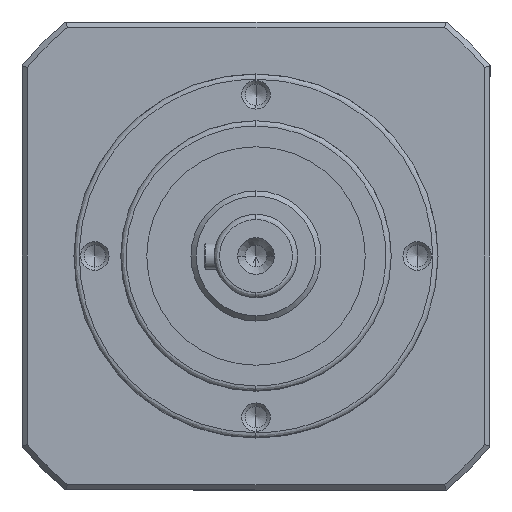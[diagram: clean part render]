
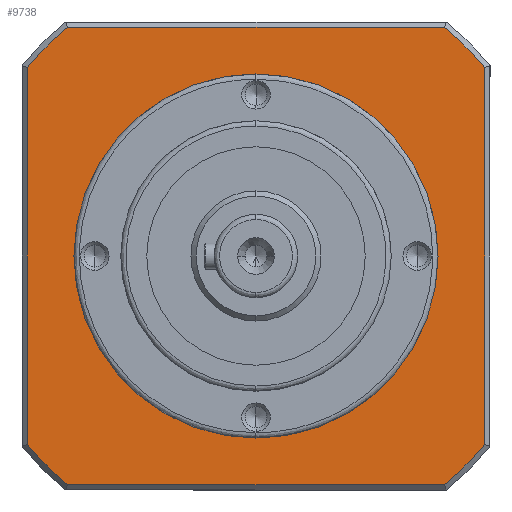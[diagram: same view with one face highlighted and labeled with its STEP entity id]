
A CAD part, left-side view. The second image highlights one B-rep face of the part: STEP entity #9738.
In plain terms, the highlighted face is planar.
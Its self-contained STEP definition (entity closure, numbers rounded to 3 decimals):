
#165 = DIRECTION ( 'NONE',  ( 1., 0., 0. ) ) ;
#169 = CARTESIAN_POINT ( 'NONE',  ( 0., -44., 3.5 ) ) ;
#390 = DIRECTION ( 'NONE',  ( 1., 0., 0. ) ) ;
#574 = VERTEX_POINT ( 'NONE', #12422 ) ;
#763 = DIRECTION ( 'NONE',  ( 1., 0., 0. ) ) ;
#970 = ORIENTED_EDGE ( 'NONE', *, *, #9897, .F. ) ;
#1708 = FACE_BOUND ( 'NONE', #20272, .T. ) ;
#1970 = VERTEX_POINT ( 'NONE', #15666 ) ;
#2108 = CARTESIAN_POINT ( 'NONE',  ( -36.235, -44., 3.5 ) ) ;
#3218 = DIRECTION ( 'NONE',  ( 0., 0., 1. ) ) ;
#3235 = VECTOR ( 'NONE', #21920, 1000. ) ;
#3315 = VERTEX_POINT ( 'NONE', #11788 ) ;
#3357 = ORIENTED_EDGE ( 'NONE', *, *, #8743, .F. ) ;
#3416 = CARTESIAN_POINT ( 'NONE',  ( 0., 44., 3.5 ) ) ;
#3431 = VERTEX_POINT ( 'NONE', #6102 ) ;
#3760 = CIRCLE ( 'NONE', #16565, 28.5 ) ;
#3850 = CARTESIAN_POINT ( 'NONE',  ( 0., 0., 3.5 ) ) ;
#5697 = DIRECTION ( 'NONE',  ( 0., 0., 1. ) ) ;
#5715 = DIRECTION ( 'NONE',  ( 0., -1., 0. ) ) ;
#6102 = CARTESIAN_POINT ( 'NONE',  ( -44., 36.235, 3.5 ) ) ;
#6336 = CIRCLE ( 'NONE', #18311, 57. ) ;
#6585 = CARTESIAN_POINT ( 'NONE',  ( 0., 0., 3.5 ) ) ;
#7052 = CARTESIAN_POINT ( 'NONE',  ( -28.5, 0., 3.5 ) ) ;
#7178 = ORIENTED_EDGE ( 'NONE', *, *, #8625, .F. ) ;
#7377 = VERTEX_POINT ( 'NONE', #2108 ) ;
#7399 = ORIENTED_EDGE ( 'NONE', *, *, #9929, .F. ) ;
#8373 = VERTEX_POINT ( 'NONE', #7052 ) ;
#8485 = PLANE ( 'NONE',  #17024 ) ;
#8554 = DIRECTION ( 'NONE',  ( 0., 0., -1. ) ) ;
#8577 = DIRECTION ( 'NONE',  ( 1., 0., 0. ) ) ;
#8625 = EDGE_CURVE ( 'NONE', #7377, #22126, #21722, .T. ) ;
#8743 = EDGE_CURVE ( 'NONE', #8373, #1970, #15392, .T. ) ;
#8817 = EDGE_CURVE ( 'NONE', #22126, #9094, #16295, .T. ) ;
#8996 = EDGE_CURVE ( 'NONE', #9094, #574, #20226, .T. ) ;
#9094 = VERTEX_POINT ( 'NONE', #15052 ) ;
#9104 = EDGE_CURVE ( 'NONE', #574, #3315, #6336, .T. ) ;
#9329 = EDGE_CURVE ( 'NONE', #3315, #9752, #22985, .T. ) ;
#9444 = EDGE_CURVE ( 'NONE', #9752, #3431, #18432, .T. ) ;
#9566 = VECTOR ( 'NONE', #21258, 1000. ) ;
#9738 = ADVANCED_FACE ( 'NONE', ( #1708, #11733 ), #8485, .F. ) ;
#9752 = VERTEX_POINT ( 'NONE', #10441 ) ;
#9756 = EDGE_CURVE ( 'NONE', #3431, #10387, #24048, .T. ) ;
#9863 = ORIENTED_EDGE ( 'NONE', *, *, #8996, .F. ) ;
#9897 = EDGE_CURVE ( 'NONE', #10387, #7377, #18652, .T. ) ;
#9929 = EDGE_CURVE ( 'NONE', #1970, #8373, #3760, .T. ) ;
#10387 = VERTEX_POINT ( 'NONE', #16974 ) ;
#10441 = CARTESIAN_POINT ( 'NONE',  ( -36.235, 44., 3.5 ) ) ;
#11200 = ORIENTED_EDGE ( 'NONE', *, *, #8817, .F. ) ;
#11503 = DIRECTION ( 'NONE',  ( 0., 0., -1. ) ) ;
#11733 = FACE_OUTER_BOUND ( 'NONE', #15060, .T. ) ;
#11788 = CARTESIAN_POINT ( 'NONE',  ( 36.235, 44., 3.5 ) ) ;
#11926 = VECTOR ( 'NONE', #390, 1000. ) ;
#12053 = DIRECTION ( 'NONE',  ( 0., 0., 1. ) ) ;
#12422 = CARTESIAN_POINT ( 'NONE',  ( 44., 36.235, 3.5 ) ) ;
#13086 = DIRECTION ( 'NONE',  ( 0., 1., 0. ) ) ;
#14416 = CARTESIAN_POINT ( 'NONE',  ( 0., 0., 3.5 ) ) ;
#14776 = ORIENTED_EDGE ( 'NONE', *, *, #9104, .F. ) ;
#15052 = CARTESIAN_POINT ( 'NONE',  ( 44., -36.235, 3.5 ) ) ;
#15060 = EDGE_LOOP ( 'NONE', ( #23408, #19240, #18876, #14776, #9863, #11200, #7178, #970 ) ) ;
#15368 = VECTOR ( 'NONE', #13086, 1000. ) ;
#15392 = CIRCLE ( 'NONE', #19017, 28.5 ) ;
#15666 = CARTESIAN_POINT ( 'NONE',  ( 28.5, 0., 3.5 ) ) ;
#16295 = CIRCLE ( 'NONE', #18760, 57. ) ;
#16324 = DIRECTION ( 'NONE',  ( 0., -1., 0. ) ) ;
#16565 = AXIS2_PLACEMENT_3D ( 'NONE', #22462, #11503, #165 ) ;
#16600 = AXIS2_PLACEMENT_3D ( 'NONE', #16922, #5697, #18757 ) ;
#16922 = CARTESIAN_POINT ( 'NONE',  ( 0., 0., 3.5 ) ) ;
#16938 = DIRECTION ( 'NONE',  ( 0., 0., 1. ) ) ;
#16974 = CARTESIAN_POINT ( 'NONE',  ( -44., -36.235, 3.5 ) ) ;
#17024 = AXIS2_PLACEMENT_3D ( 'NONE', #6585, #19524, #8577 ) ;
#17588 = AXIS2_PLACEMENT_3D ( 'NONE', #3850, #16938, #5715 ) ;
#18311 = AXIS2_PLACEMENT_3D ( 'NONE', #23081, #12053, #763 ) ;
#18432 = CIRCLE ( 'NONE', #17588, 57. ) ;
#18652 = CIRCLE ( 'NONE', #16600, 57. ) ;
#18757 = DIRECTION ( 'NONE',  ( 1., 0., 0. ) ) ;
#18760 = AXIS2_PLACEMENT_3D ( 'NONE', #14416, #3218, #16324 ) ;
#18876 = ORIENTED_EDGE ( 'NONE', *, *, #9329, .F. ) ;
#19017 = AXIS2_PLACEMENT_3D ( 'NONE', #19502, #8554, #21323 ) ;
#19240 = ORIENTED_EDGE ( 'NONE', *, *, #9444, .F. ) ;
#19502 = CARTESIAN_POINT ( 'NONE',  ( 0., 0., 3.5 ) ) ;
#19524 = DIRECTION ( 'NONE',  ( 0., 0., 1. ) ) ;
#20226 = LINE ( 'NONE', #20411, #15368 ) ;
#20272 = EDGE_LOOP ( 'NONE', ( #7399, #3357 ) ) ;
#20411 = CARTESIAN_POINT ( 'NONE',  ( 44., 0., 3.5 ) ) ;
#20782 = CARTESIAN_POINT ( 'NONE',  ( 36.235, -44., 3.5 ) ) ;
#21258 = DIRECTION ( 'NONE',  ( 0., -1., 0. ) ) ;
#21323 = DIRECTION ( 'NONE',  ( 1., 0., 0. ) ) ;
#21351 = CARTESIAN_POINT ( 'NONE',  ( -44., 0., 3.5 ) ) ;
#21722 = LINE ( 'NONE', #169, #11926 ) ;
#21920 = DIRECTION ( 'NONE',  ( -1., 0., 0. ) ) ;
#22126 = VERTEX_POINT ( 'NONE', #20782 ) ;
#22462 = CARTESIAN_POINT ( 'NONE',  ( 0., 0., 3.5 ) ) ;
#22985 = LINE ( 'NONE', #3416, #3235 ) ;
#23081 = CARTESIAN_POINT ( 'NONE',  ( 0., 0., 3.5 ) ) ;
#23408 = ORIENTED_EDGE ( 'NONE', *, *, #9756, .F. ) ;
#24048 = LINE ( 'NONE', #21351, #9566 ) ;
